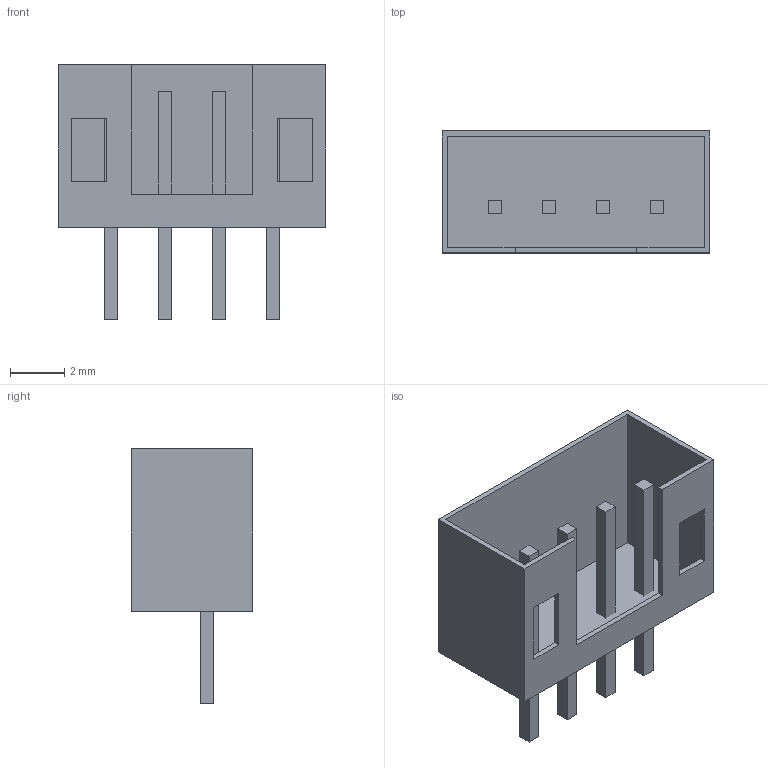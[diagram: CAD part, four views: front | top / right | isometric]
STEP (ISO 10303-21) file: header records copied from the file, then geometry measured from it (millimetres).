
FILE_DESCRIPTION(('FreeCAD Model'),'2;1');
FILE_NAME('Open CASCADE Shape Model','2023-10-18T00:57:43',(''),(''), 'Open CASCADE STEP processor 7.6','FreeCAD','Unknown');
FILE_SCHEMA(('AUTOMOTIVE_DESIGN { 1 0 10303 214 1 1 1 1 }'));
Length unit declared in the file: millimetre
Products named in the file (3): Unnamed; Pin; Housing
Assembly tree (2 placements, depth 2):
  Unnamed
    Pin
    Housing
Bounding box: 9.9 x 4.5 x 9.4 mm (x, y, z)
Volume: 44.9 mm3; surface area: 451.8 mm2
Topology: 2 solids, 2 shells, 56 faces, 156 edges, 104 vertices
Faces by surface type: plane 56
Entity records: 3863 total; most frequent: CARTESIAN_POINT 631, DIRECTION 586, LINE 468, VECTOR 468, ORIENTED_EDGE 312, PCURVE 312, DEFINITIONAL_REPRESENTATION 312, EDGE_CURVE 156
